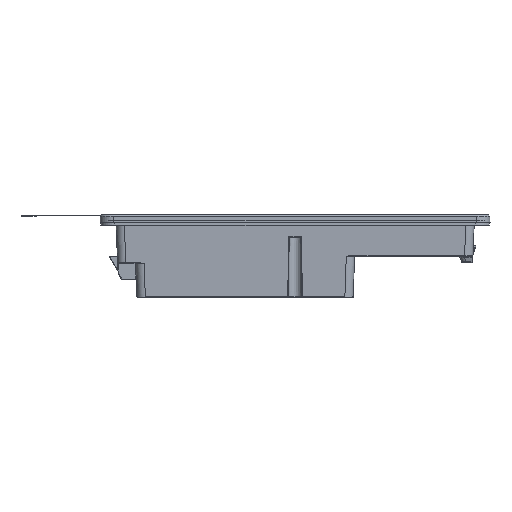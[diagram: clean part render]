
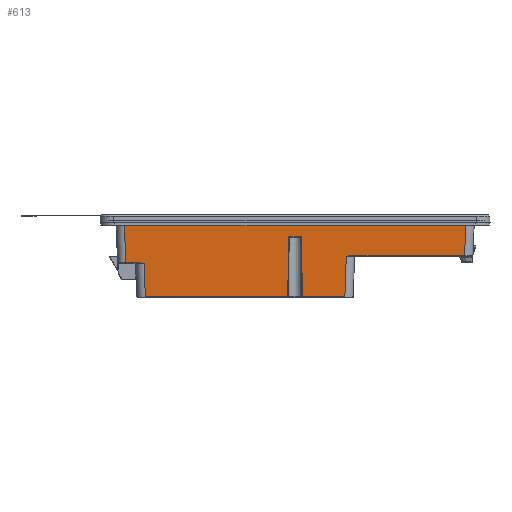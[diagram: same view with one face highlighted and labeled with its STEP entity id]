
A CAD part, left-side view. The second image highlights one B-rep face of the part: STEP entity #613.
In plain terms, the highlighted planar face has unit normal (-0.999, 0, -0.044).
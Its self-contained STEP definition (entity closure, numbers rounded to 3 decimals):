
#613=ADVANCED_FACE('NONE',(#2043),#2044,.T.);
#2043=FACE_OUTER_BOUND('',#8706,.T.);
#2044=PLANE('',#8707);
#8706=EDGE_LOOP('',(#14302,#14303,#14304,#14305,#14306,#14307,#14308,#14309,#14310,#14311,#14312,#14313,#14314,#14315));
#8707=AXIS2_PLACEMENT_3D('',#14316,#14317,#14318);
#14302=ORIENTED_EDGE('',*,*,#19489,.F.);
#14303=ORIENTED_EDGE('',*,*,#19358,.T.);
#14304=ORIENTED_EDGE('',*,*,#19343,.T.);
#14305=ORIENTED_EDGE('',*,*,#19344,.T.);
#14306=ORIENTED_EDGE('',*,*,#19490,.F.);
#14307=ORIENTED_EDGE('',*,*,#19482,.T.);
#14308=ORIENTED_EDGE('',*,*,#19349,.T.);
#14309=ORIENTED_EDGE('',*,*,#19350,.T.);
#14310=ORIENTED_EDGE('',*,*,#19351,.T.);
#14311=ORIENTED_EDGE('',*,*,#18466,.T.);
#14312=ORIENTED_EDGE('',*,*,#19352,.T.);
#14313=ORIENTED_EDGE('',*,*,#19354,.T.);
#14314=ORIENTED_EDGE('',*,*,#19355,.T.);
#14315=ORIENTED_EDGE('',*,*,#19491,.F.);
#14316=CARTESIAN_POINT('',(-147.0,-112.21,1.0));
#14317=DIRECTION('',(-0.999,0.0,-0.044));
#14318=DIRECTION('',(-0.044,0.0,0.999));
#18466=EDGE_CURVE('NONE',#21527,#21525,#21528,.T.);
#19343=EDGE_CURVE('NONE',#22594,#22579,#22954,.T.);
#19344=EDGE_CURVE('NONE',#22579,#22955,#22956,.T.);
#19349=EDGE_CURVE('NONE',#22944,#22962,#22964,.T.);
#19350=EDGE_CURVE('NONE',#22962,#22585,#22965,.T.);
#19351=EDGE_CURVE('NONE',#22585,#21527,#22966,.T.);
#19352=EDGE_CURVE('NONE',#21525,#22591,#22967,.T.);
#19354=EDGE_CURVE('NONE',#22591,#22968,#22970,.T.);
#19355=EDGE_CURVE('NONE',#22968,#22971,#22972,.T.);
#19358=EDGE_CURVE('NONE',#22976,#22594,#22977,.T.);
#19482=EDGE_CURVE('NONE',#23160,#22944,#23161,.T.);
#19489=EDGE_CURVE('NONE',#22976,#23170,#23171,.T.);
#19490=EDGE_CURVE('NONE',#23160,#22955,#23172,.T.);
#19491=EDGE_CURVE('NONE',#23170,#22971,#23173,.T.);
#21525=VERTEX_POINT('NONE',#26975);
#21527=VERTEX_POINT('NONE',#26987);
#21528=LINE('',#26988,#26989);
#22579=VERTEX_POINT('NONE',#31273);
#22585=VERTEX_POINT('NONE',#31345);
#22591=VERTEX_POINT('NONE',#31429);
#22594=VERTEX_POINT('NONE',#31451);
#22944=VERTEX_POINT('NONE',#32606);
#22954=LINE('',#32654,#32655);
#22955=VERTEX_POINT('NONE',#32656);
#22956=LINE('',#32657,#32658);
#22962=VERTEX_POINT('NONE',#32685);
#22964=B_SPLINE_CURVE_WITH_KNOTS('',3,(#32692,#32693,#32694,#32695,#32696,#32697,#32698,#32699,#32700,#32701,#32702,#32703,#32704,#32705),.UNSPECIFIED.,.F.,.F.,(4,1,1,1,1,1,1,2,2,4),(0.0,0.25,0.375,0.438,0.469,0.484,0.492,0.496,0.5,1.0),.UNSPECIFIED.);
#22965=LINE('',#32706,#32707);
#22966=LINE('',#32708,#32709);
#22967=LINE('',#32710,#32711);
#22968=VERTEX_POINT('NONE',#32712);
#22970=LINE('',#32724,#32725);
#22971=VERTEX_POINT('NONE',#32726);
#22972=B_SPLINE_CURVE_WITH_KNOTS('',3,(#32727,#32728,#32729,#32730,#32731,#32732,#32733,#32734,#32735,#32736,#32737,#32738,#32739,#32740,#32741,#32742,#32743,#32744,#32745,#32746,#32747),.UNSPECIFIED.,.F.,.F.,(4,1,1,1,1,1,2,2,1,1,1,1,2,2,4),(0.0,0.25,0.375,0.438,0.469,0.484,0.492,0.5,0.625,0.688,0.719,0.734,0.742,0.75,1.0),.UNSPECIFIED.);
#22976=VERTEX_POINT('NONE',#32772);
#22977=LINE('',#32773,#32774);
#23160=VERTEX_POINT('NONE',#33500);
#23161=LINE('',#33501,#33502);
#23170=VERTEX_POINT('NONE',#33524);
#23171=LINE('',#33525,#33526);
#23172=LINE('',#33527,#33528);
#23173=LINE('',#33529,#33530);
#26975=CARTESIAN_POINT('',(-146.991,102.996,0.8));
#26987=CARTESIAN_POINT('',(-146.991,-102.996,0.8));
#26988=CARTESIAN_POINT('',(-146.991,-112.21,0.8));
#26989=VECTOR('',#37947,1000.0);
#31273=CARTESIAN_POINT('',(-146.641,-3.795,-7.213));
#31345=CARTESIAN_POINT('',(-146.139,-102.144,-18.713));
#31429=CARTESIAN_POINT('',(-145.956,101.961,-22.913));
#31451=CARTESIAN_POINT('',(-146.641,3.795,-7.213));
#32606=CARTESIAN_POINT('',(-146.106,-30.861,-19.478));
#32654=CARTESIAN_POINT('',(-146.641,-112.21,-7.213));
#32655=VECTOR('',#38635,1000.0);
#32656=CARTESIAN_POINT('',(-145.048,-4.432,-43.713));
#32657=CARTESIAN_POINT('',(-146.641,-3.795,-7.213));
#32658=VECTOR('',#38636,1000.0);
#32685=CARTESIAN_POINT('',(-146.139,-33.66,-18.713));
#32692=CARTESIAN_POINT('',(-146.106,-30.861,-19.478));
#32693=CARTESIAN_POINT('',(-146.111,-31.136,-19.364));
#32694=CARTESIAN_POINT('',(-146.117,-31.51,-19.215));
#32695=CARTESIAN_POINT('',(-146.123,-31.875,-19.082));
#32696=CARTESIAN_POINT('',(-146.126,-32.041,-19.026));
#32697=CARTESIAN_POINT('',(-146.127,-32.119,-19.));
#32698=CARTESIAN_POINT('',(-146.127,-32.157,-18.987));
#32699=CARTESIAN_POINT('',(-146.128,-32.176,-18.982));
#32700=CARTESIAN_POINT('',(-146.128,-32.184,-18.979));
#32701=CARTESIAN_POINT('',(-146.128,-32.189,-18.977));
#32702=CARTESIAN_POINT('',(-146.128,-32.19,-18.977));
#32703=CARTESIAN_POINT('',(-146.135,-32.751,-18.801));
#32704=CARTESIAN_POINT('',(-146.139,-33.239,-18.713));
#32705=CARTESIAN_POINT('',(-146.139,-33.66,-18.713));
#32706=CARTESIAN_POINT('',(-146.139,-112.21,-18.713));
#32707=VECTOR('',#38638,1000.0);
#32708=CARTESIAN_POINT('',(-146.139,-102.144,-18.713));
#32709=VECTOR('',#38639,1000.0);
#32710=CARTESIAN_POINT('',(-146.991,102.996,0.8));
#32711=VECTOR('',#38640,1000.0);
#32712=CARTESIAN_POINT('',(-145.956,93.787,-22.913));
#32724=CARTESIAN_POINT('',(-145.956,-112.21,-22.913));
#32725=VECTOR('',#38641,1000.0);
#32726=CARTESIAN_POINT('',(-145.923,90.988,-23.678));
#32727=CARTESIAN_POINT('',(-145.956,93.787,-22.913));
#32728=CARTESIAN_POINT('',(-145.956,93.619,-22.913));
#32729=CARTESIAN_POINT('',(-145.955,93.353,-22.934));
#32730=CARTESIAN_POINT('',(-145.952,93.015,-22.994));
#32731=CARTESIAN_POINT('',(-145.951,92.839,-23.033));
#32732=CARTESIAN_POINT('',(-145.95,92.75,-23.054));
#32733=CARTESIAN_POINT('',(-145.949,92.705,-23.066));
#32734=CARTESIAN_POINT('',(-145.949,92.685,-23.071));
#32735=CARTESIAN_POINT('',(-145.949,92.672,-23.074));
#32736=CARTESIAN_POINT('',(-145.949,92.667,-23.076));
#32737=CARTESIAN_POINT('',(-145.947,92.534,-23.111));
#32738=CARTESIAN_POINT('',(-145.945,92.336,-23.169));
#32739=CARTESIAN_POINT('',(-145.941,92.086,-23.253));
#32740=CARTESIAN_POINT('',(-145.939,91.957,-23.298));
#32741=CARTESIAN_POINT('',(-145.938,91.891,-23.322));
#32742=CARTESIAN_POINT('',(-145.938,91.863,-23.333));
#32743=CARTESIAN_POINT('',(-145.937,91.844,-23.339));
#32744=CARTESIAN_POINT('',(-145.937,91.832,-23.344));
#32745=CARTESIAN_POINT('',(-145.933,91.586,-23.435));
#32746=CARTESIAN_POINT('',(-145.928,91.307,-23.545));
#32747=CARTESIAN_POINT('',(-145.923,90.988,-23.678));
#32772=CARTESIAN_POINT('',(-145.048,4.432,-43.713));
#32773=CARTESIAN_POINT('',(-145.048,4.432,-43.713));
#32774=VECTOR('',#38643,1000.0);
#33500=CARTESIAN_POINT('',(-145.048,-30.015,-43.713));
#33501=CARTESIAN_POINT('',(-145.048,-30.015,-43.713));
#33502=VECTOR('',#38798,1000.0);
#33524=CARTESIAN_POINT('',(-145.048,90.288,-43.713));
#33525=CARTESIAN_POINT('',(-145.048,95.685,-43.713));
#33526=VECTOR('',#38806,1000.0);
#33527=CARTESIAN_POINT('',(-145.048,-35.396,-43.713));
#33528=VECTOR('',#38807,1000.0);
#33529=CARTESIAN_POINT('',(-145.923,90.988,-23.678));
#33530=VECTOR('',#38808,1000.0);
#37947=DIRECTION('',(-0.0,1.0,-0.0));
#38635=DIRECTION('',(0.0,-1.0,0.0));
#38636=DIRECTION('',(0.044,-0.017,-0.999));
#38638=DIRECTION('',(0.0,-1.0,0.0));
#38639=DIRECTION('',(-0.044,-0.044,0.998));
#38640=DIRECTION('',(0.044,-0.044,-0.998));
#38641=DIRECTION('',(0.0,-1.0,0.0));
#38643=DIRECTION('',(-0.044,-0.017,0.999));
#38798=DIRECTION('',(-0.044,-0.035,0.998));
#38806=DIRECTION('',(-0.0,1.0,-0.0));
#38807=DIRECTION('',(-0.0,1.0,0.0));
#38808=DIRECTION('',(-0.044,0.035,0.998));
